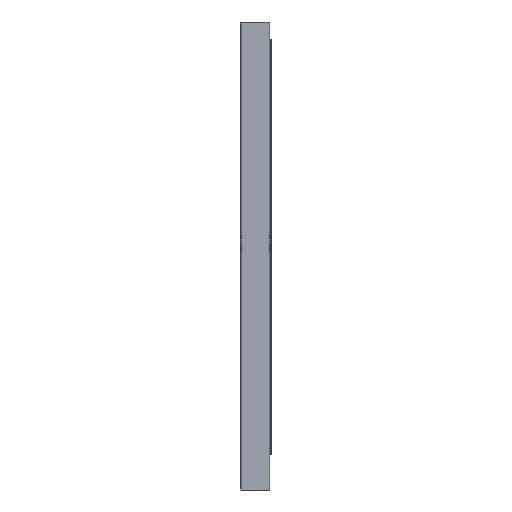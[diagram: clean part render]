
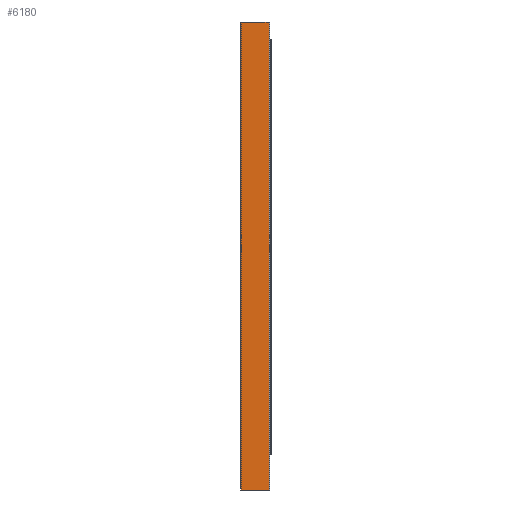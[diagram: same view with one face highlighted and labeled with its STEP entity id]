
A CAD part, front view. The second image highlights one B-rep face of the part: STEP entity #6180.
In plain terms, the highlighted planar face has unit normal (0, -1, 0).
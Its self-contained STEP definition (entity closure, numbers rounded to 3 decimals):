
#244 = LINE ( 'NONE', #2595, #602 ) ;
#593 = DIRECTION ( 'NONE',  ( 1., 0., 0. ) ) ;
#602 = VECTOR ( 'NONE', #4848, 1000. ) ;
#1050 = FACE_OUTER_BOUND ( 'NONE', #2622, .T. ) ;
#1089 = DIRECTION ( 'NONE',  ( 0., 0., -1. ) ) ;
#1231 = VERTEX_POINT ( 'NONE', #2334 ) ;
#1376 = EDGE_CURVE ( 'NONE', #6530, #4343, #4289, .T. ) ;
#1581 = VERTEX_POINT ( 'NONE', #3026 ) ;
#1887 = VECTOR ( 'NONE', #593, 1000. ) ;
#1986 = DIRECTION ( 'NONE',  ( 0., 0., 1. ) ) ;
#2238 = PLANE ( 'NONE',  #3150 ) ;
#2334 = CARTESIAN_POINT ( 'NONE',  ( 0.5, -40., -400. ) ) ;
#2595 = CARTESIAN_POINT ( 'NONE',  ( 0.5, -40., 0. ) ) ;
#2622 = EDGE_LOOP ( 'NONE', ( #5179, #3992, #5787, #6325 ) ) ;
#3000 = EDGE_CURVE ( 'NONE', #1581, #4343, #244, .T. ) ;
#3026 = CARTESIAN_POINT ( 'NONE',  ( 0.5, -40., 0. ) ) ;
#3034 = CARTESIAN_POINT ( 'NONE',  ( 24.2, -40., -400. ) ) ;
#3150 = AXIS2_PLACEMENT_3D ( 'NONE', #4503, #5569, #1089 ) ;
#3238 = EDGE_CURVE ( 'NONE', #1231, #1581, #6962, .T. ) ;
#3992 = ORIENTED_EDGE ( 'NONE', *, *, #3238, .F. ) ;
#4124 = VECTOR ( 'NONE', #1986, 1000. ) ;
#4289 = LINE ( 'NONE', #3034, #4124 ) ;
#4343 = VERTEX_POINT ( 'NONE', #5872 ) ;
#4503 = CARTESIAN_POINT ( 'NONE',  ( 0.5, -40., -400. ) ) ;
#4848 = DIRECTION ( 'NONE',  ( 1., 0., 0. ) ) ;
#5174 = DIRECTION ( 'NONE',  ( 0., 0., 1. ) ) ;
#5179 = ORIENTED_EDGE ( 'NONE', *, *, #3000, .F. ) ;
#5231 = CARTESIAN_POINT ( 'NONE',  ( 0.5, -40., -400. ) ) ;
#5569 = DIRECTION ( 'NONE',  ( 0., -1., 0. ) ) ;
#5768 = CARTESIAN_POINT ( 'NONE',  ( 0.5, -40., -400. ) ) ;
#5787 = ORIENTED_EDGE ( 'NONE', *, *, #6607, .T. ) ;
#5872 = CARTESIAN_POINT ( 'NONE',  ( 24.2, -40., 0. ) ) ;
#6180 = ADVANCED_FACE ( 'NONE', ( #1050 ), #2238, .T. ) ;
#6189 = VECTOR ( 'NONE', #5174, 1000. ) ;
#6325 = ORIENTED_EDGE ( 'NONE', *, *, #1376, .T. ) ;
#6401 = LINE ( 'NONE', #5231, #1887 ) ;
#6530 = VERTEX_POINT ( 'NONE', #7357 ) ;
#6607 = EDGE_CURVE ( 'NONE', #1231, #6530, #6401, .T. ) ;
#6962 = LINE ( 'NONE', #5768, #6189 ) ;
#7357 = CARTESIAN_POINT ( 'NONE',  ( 24.2, -40., -400. ) ) ;
